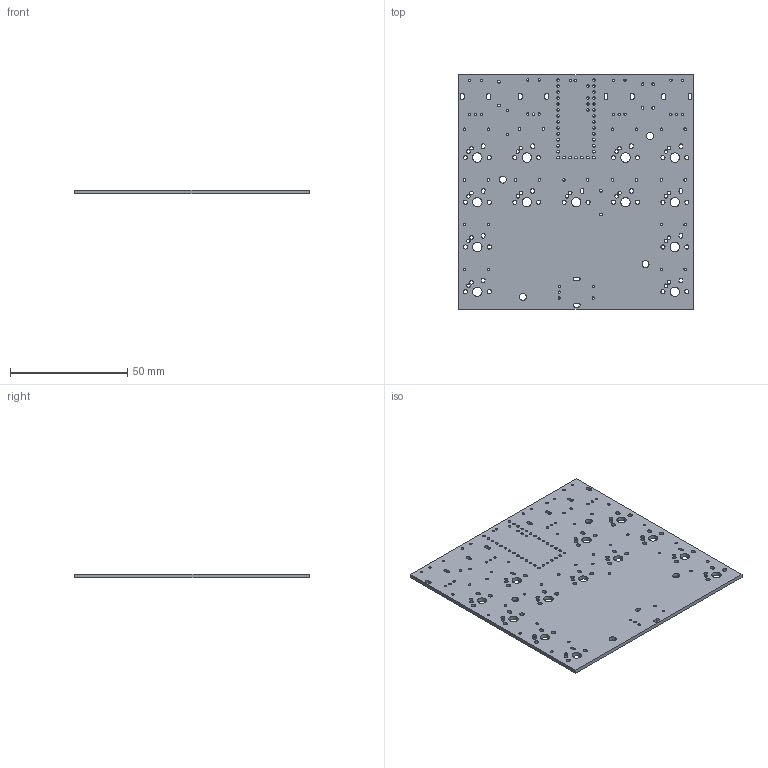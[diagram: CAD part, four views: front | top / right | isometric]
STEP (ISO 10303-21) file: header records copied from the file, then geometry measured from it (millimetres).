
FILE_DESCRIPTION(('KiCad electronic assembly'),'2;1');
FILE_NAME('big Wheel circuitboard.step','2022-06-05T18:27:25',('Pcbnew') ,('Kicad'),'Open CASCADE STEP processor 7.6','KiCad to STEP converter' ,'Unknown');
FILE_SCHEMA(('AUTOMOTIVE_DESIGN { 1 0 10303 214 1 1 1 1 }'));
Length unit declared in the file: millimetre
Products named in the file (2): big Wheel circuitboard 1; _autosave-big Wheel circuitboard PCB
Assembly tree (1 placements, depth 2):
  big Wheel circuitboard 1
    _autosave-big Wheel circuitboard PCB
Bounding box: 100 x 99.9 x 1.6 mm (x, y, z)
Volume: 15244 mm3; surface area: 21220.7 mm2
Topology: 1 solids, 1 shells, 267 faces, 795 edges, 530 vertices
Faces by surface type: cylinder 215, plane 52
Full cylindrical faces by diameter (mm): 1 x25, 1.1 x75, 1.5 x26, 1.75 x26, 3 x4, 4 x13
Entity records: 21639 total; most frequent: CARTESIAN_POINT 5764, DIRECTION 2923, ORIENTED_EDGE 1590, PCURVE 1590, DEFINITIONAL_REPRESENTATION 1590, LINE 1525, VECTOR 1525, EDGE_CURVE 795
